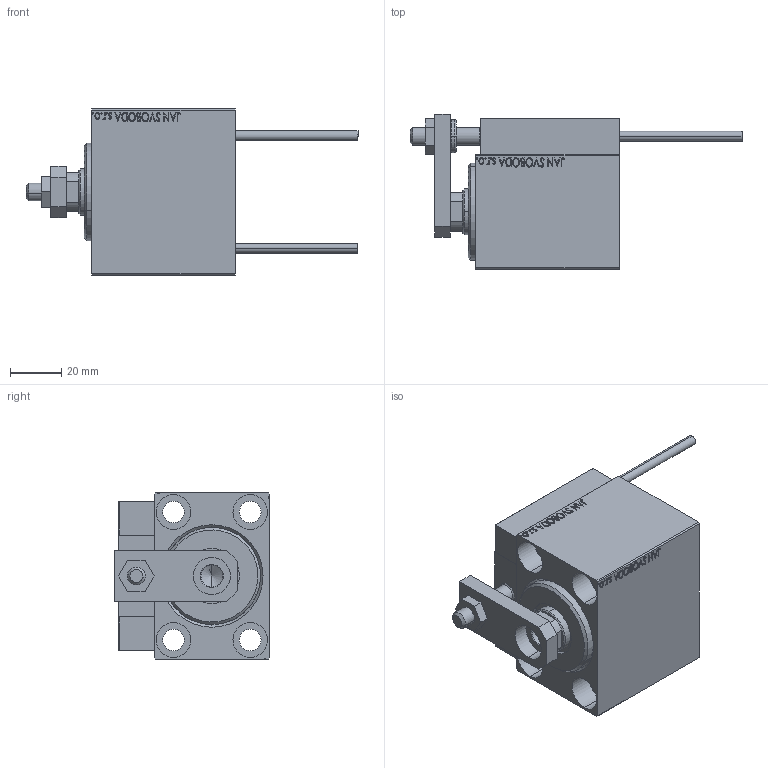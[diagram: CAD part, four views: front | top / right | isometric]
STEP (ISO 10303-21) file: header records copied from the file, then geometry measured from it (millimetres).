
FILE_DESCRIPTION (( 'STEP AP203' ), '1' );
FILE_NAME ('a283.STEP', '2021-11-02T01:06:20', ( '' ), ( '' ), 'SwSTEP 2.0', 'SolidWorks 2019', '' );
FILE_SCHEMA (( 'CONFIG_CONTROL_DESIGN' ));
Length unit declared in the file: millimetre
Products named in the file (15): SWITCH DIM B,W 3bf698455fc3cb8f6834ba8bf5e6baab; SWITCH X 3bf698455fc3cb8f6834ba8bf5e6baab; TYC_L79 3bf698455fc3cb8f6834ba8bf5e6baab; ZARAZKA 3bf698455fc3cb8f6834ba8bf5e6baab; a283; Block 3bf698455fc3cb8f6834ba8bf5e6baab; NUT_D12 3bf698455fc3cb8f6834ba8bf5e6baab; ALLEN BOLT D8 3bf698455fc3cb8f6834ba8bf5e6baab; MAGNET 3bf698455fc3cb8f6834ba8bf5e6baab; ALLEN BOLT D5 3bf698455fc3cb8f6834ba8bf5e6baab; SWITCH_X_FRONT_BACK 3bf698455fc3cb8f6834ba8bf5e6baab; KONCOVKA 3bf698455fc3cb8f6834ba8bf5e6baab; V450CM_C 3bf698455fc3cb8f6834ba8bf5e6baab; V450CM_VC_B 3bf698455fc3cb8f6834ba8bf5e6baab; V450CM_C_VCP 3bf698455fc3cb8f6834ba8bf5e6baab
Assembly tree (24 placements, depth 3):
  a283
    V450CM_C 3bf698455fc3cb8f6834ba8bf5e6baab
    SWITCH X 3bf698455fc3cb8f6834ba8bf5e6baab
      SWITCH_X_FRONT_BACK 3bf698455fc3cb8f6834ba8bf5e6baab  x2
      TYC_L79 3bf698455fc3cb8f6834ba8bf5e6baab
      Block 3bf698455fc3cb8f6834ba8bf5e6baab  x2
      ALLEN BOLT D5 3bf698455fc3cb8f6834ba8bf5e6baab  x4
      ALLEN BOLT D8 3bf698455fc3cb8f6834ba8bf5e6baab  x4
      MAGNET 3bf698455fc3cb8f6834ba8bf5e6baab  x2
      KONCOVKA 3bf698455fc3cb8f6834ba8bf5e6baab  x2
    NUT_D12 3bf698455fc3cb8f6834ba8bf5e6baab
    SWITCH DIM B,W 3bf698455fc3cb8f6834ba8bf5e6baab
    ZARAZKA 3bf698455fc3cb8f6834ba8bf5e6baab
    V450CM_C_VCP 3bf698455fc3cb8f6834ba8bf5e6baab
    V450CM_VC_B 3bf698455fc3cb8f6834ba8bf5e6baab
Bounding box: 129.7 x 60.5 x 65 mm (x, y, z)
Volume: 186755.7 mm3; surface area: 63723.3 mm2
Topology: 23 solids, 23 shells, 1282 faces, 3073 edges, 1965 vertices
Faces by surface type: plane 560, bspline 380, cylinder 188, cone 106, torus 44, sphere 4
Entity records: 50312 total; most frequent: CARTESIAN_POINT 26021, ORIENTED_EDGE 5166, DIRECTION 3461, EDGE_CURVE 2583, VERTEX_POINT 1689, VECTOR 1487, LINE 1487, EDGE_LOOP 1192
